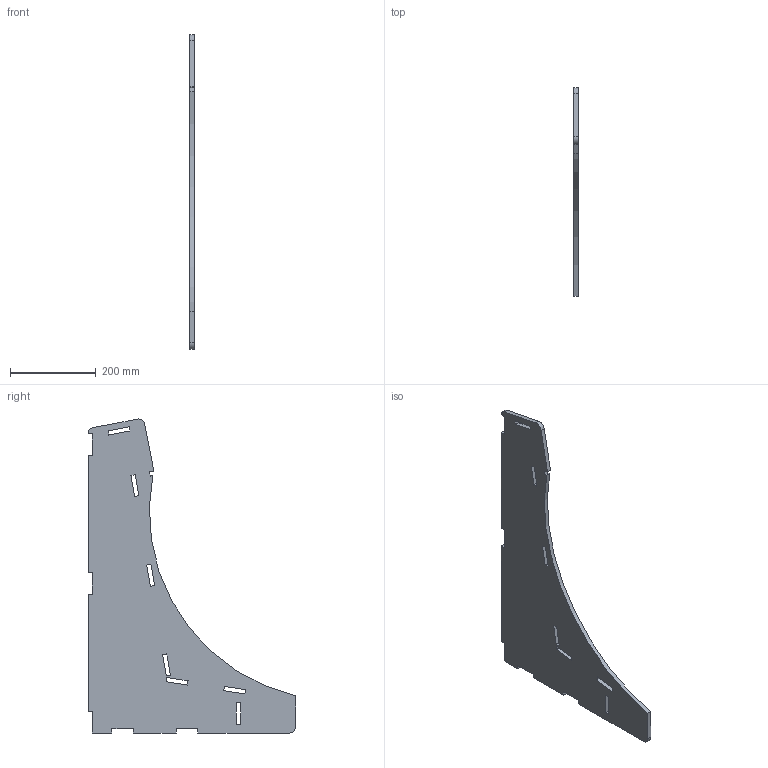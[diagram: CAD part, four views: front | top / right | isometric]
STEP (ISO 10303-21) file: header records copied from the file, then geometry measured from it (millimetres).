
FILE_DESCRIPTION(('FreeCAD Model'),'2;1');
FILE_NAME('lateral.step','2016-10-29T23:50:24',('Author'),(''), 'Open CASCADE STEP processor 6.8','FreeCAD','Unknown');
FILE_SCHEMA(('AUTOMOTIVE_DESIGN_CC2 { 1 2 10303 214 -1 1 5 4 }'));
Length unit declared in the file: millimetre
Products named in the file (2): ASSEMBLY; Pocket001
Assembly tree (1 placements, depth 2):
  ASSEMBLY
    Pocket001
Bounding box: 10 x 483.57 x 731.08 mm (x, y, z)
Volume: 1637747.6 mm3; surface area: 358965.2 mm2
Topology: 1 solids, 1 shells, 61 faces, 177 edges, 118 vertices
Faces by surface type: plane 56, cylinder 5
Entity records: 4299 total; most frequent: CARTESIAN_POINT 852, DIRECTION 577, LINE 431, VECTOR 431, ORIENTED_EDGE 354, PCURVE 354, DEFINITIONAL_REPRESENTATION 354, EDGE_CURVE 177
